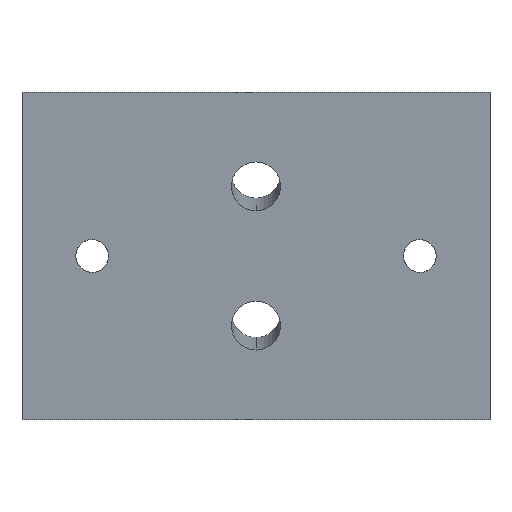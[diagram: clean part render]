
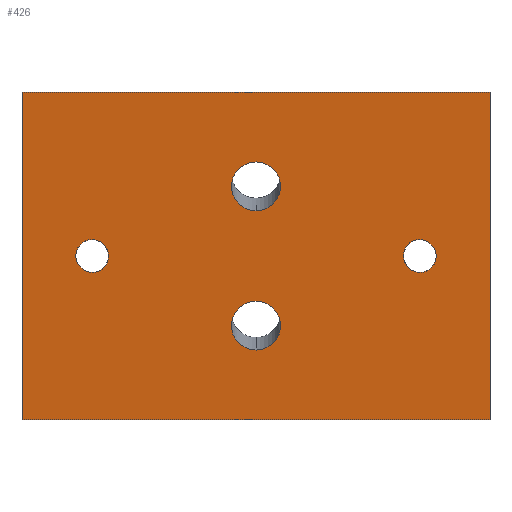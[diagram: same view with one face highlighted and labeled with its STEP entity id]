
A CAD part, left-side view. The second image highlights one B-rep face of the part: STEP entity #426.
In plain terms, the highlighted planar face has unit normal (-0.993, 0, -0.122).
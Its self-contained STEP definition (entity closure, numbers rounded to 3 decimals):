
#2 = CARTESIAN_POINT ( 'NONE',  ( -40., 100., 0. ) ) ;
#7 = CIRCLE ( 'NONE', #525, 5.25 ) ;
#22 =( BOUNDED_CURVE ( )  B_SPLINE_CURVE ( 3, ( #33, #209, #256, #424 ),
 .UNSPECIFIED., .F., .T. ) 
 B_SPLINE_CURVE_WITH_KNOTS ( ( 4, 4 ),
 ( 0., 3.142 ),
 .UNSPECIFIED. ) 
 CURVE ( )  GEOMETRIC_REPRESENTATION_ITEM ( )  RATIONAL_B_SPLINE_CURVE ( ( 1., 0.333, 0.333, 1. ) ) 
 REPRESENTATION_ITEM ( '' )  );
#32 = EDGE_CURVE ( 'NONE', #274, #258, #7, .T. ) ;
#33 = CARTESIAN_POINT ( 'NONE',  ( -35.273, 85., -38.5 ) ) ;
#35 = DIRECTION ( 'NONE',  ( -0.122, 0., 0.993 ) ) ;
#48 = FACE_BOUND ( 'NONE', #572, .T. ) ;
#51 = CARTESIAN_POINT ( 'NONE',  ( -35.273, 78., -38.5 ) ) ;
#59 = CARTESIAN_POINT ( 'NONE',  ( -36.132, 78., -31.5 ) ) ;
#70 = DIRECTION ( 'NONE',  ( -0.122, 0., 0.993 ) ) ;
#75 = DIRECTION ( 'NONE',  ( -0.993, 0., -0.122 ) ) ;
#81 = ORIENTED_EDGE ( 'NONE', *, *, #160, .F. ) ;
#90 = VERTEX_POINT ( 'NONE', #103 ) ;
#101 = PLANE ( 'NONE',  #675 ) ;
#102 = ORIENTED_EDGE ( 'NONE', *, *, #663, .F. ) ;
#103 = CARTESIAN_POINT ( 'NONE',  ( -34.514, 50., -44.677 ) ) ;
#107 = LINE ( 'NONE', #484, #536 ) ;
#108 = EDGE_CURVE ( 'NONE', #310, #271, #134, .T. ) ;
#115 = VERTEX_POINT ( 'NONE', #207 ) ;
#117 = DIRECTION ( 'NONE',  ( -0.122, 0., 0.993 ) ) ;
#118 = ORIENTED_EDGE ( 'NONE', *, *, #340, .F. ) ;
#119 = CARTESIAN_POINT ( 'NONE',  ( -36.132, 15., -31.5 ) ) ;
#134 =( BOUNDED_CURVE ( )  B_SPLINE_CURVE ( 3, ( #423, #567, #431, #627 ),
 .UNSPECIFIED., .F., .T. ) 
 B_SPLINE_CURVE_WITH_KNOTS ( ( 4, 4 ),
 ( 0., 3.142 ),
 .UNSPECIFIED. ) 
 CURVE ( )  GEOMETRIC_REPRESENTATION_ITEM ( )  RATIONAL_B_SPLINE_CURVE ( ( 1., 0.333, 0.333, 1. ) ) 
 REPRESENTATION_ITEM ( '' )  );
#149 = EDGE_LOOP ( 'NONE', ( #512, #623 ) ) ;
#160 = EDGE_CURVE ( 'NONE', #249, #162, #107, .T. ) ;
#162 = VERTEX_POINT ( 'NONE', #2 ) ;
#172 = CARTESIAN_POINT ( 'NONE',  ( -40., 0., 0. ) ) ;
#173 = VERTEX_POINT ( 'NONE', #445 ) ;
#188 = DIRECTION ( 'NONE',  ( -0.122, 0., 0.993 ) ) ;
#195 = CARTESIAN_POINT ( 'NONE',  ( -35.273, 15., -38.5 ) ) ;
#207 = CARTESIAN_POINT ( 'NONE',  ( -35.273, 85., -38.5 ) ) ;
#208 =( BOUNDED_CURVE ( )  B_SPLINE_CURVE ( 3, ( #667, #351, #298, #195 ),
 .UNSPECIFIED., .F., .T. ) 
 B_SPLINE_CURVE_WITH_KNOTS ( ( 4, 4 ),
 ( 3.142, 6.283 ),
 .UNSPECIFIED. ) 
 CURVE ( )  GEOMETRIC_REPRESENTATION_ITEM ( )  RATIONAL_B_SPLINE_CURVE ( ( 1., 0.333, 0.333, 1. ) ) 
 REPRESENTATION_ITEM ( '' )  );
#209 = CARTESIAN_POINT ( 'NONE',  ( -35.273, 92., -38.5 ) ) ;
#215 = CIRCLE ( 'NONE', #416, 5.25 ) ;
#222 = DIRECTION ( 'NONE',  ( -0.122, 0., 0.993 ) ) ;
#223 = ORIENTED_EDGE ( 'NONE', *, *, #472, .T. ) ;
#225 = CARTESIAN_POINT ( 'NONE',  ( -33.875, 50., -49.888 ) ) ;
#236 = ORIENTED_EDGE ( 'NONE', *, *, #485, .T. ) ;
#238 = EDGE_CURVE ( 'NONE', #258, #274, #215, .T. ) ;
#241 = VECTOR ( 'NONE', #188, 1000. ) ;
#249 = VERTEX_POINT ( 'NONE', #388 ) ;
#250 = CIRCLE ( 'NONE', #308, 5.25 ) ;
#256 = CARTESIAN_POINT ( 'NONE',  ( -36.132, 92., -31.5 ) ) ;
#258 = VERTEX_POINT ( 'NONE', #645 ) ;
#264 = VECTOR ( 'NONE', #571, 1000. ) ;
#270 = CARTESIAN_POINT ( 'NONE',  ( -33.235, 50., -55.099 ) ) ;
#271 = VERTEX_POINT ( 'NONE', #119 ) ;
#274 = VERTEX_POINT ( 'NONE', #342 ) ;
#292 = CARTESIAN_POINT ( 'NONE',  ( -35.273, 15., -38.5 ) ) ;
#298 = CARTESIAN_POINT ( 'NONE',  ( -35.273, 8., -38.5 ) ) ;
#308 = AXIS2_PLACEMENT_3D ( 'NONE', #556, #75, #458 ) ;
#310 = VERTEX_POINT ( 'NONE', #292 ) ;
#311 =( BOUNDED_CURVE ( )  B_SPLINE_CURVE ( 3, ( #594, #59, #51, #547 ),
 .UNSPECIFIED., .F., .T. ) 
 B_SPLINE_CURVE_WITH_KNOTS ( ( 4, 4 ),
 ( 3.142, 6.283 ),
 .UNSPECIFIED. ) 
 CURVE ( )  GEOMETRIC_REPRESENTATION_ITEM ( )  RATIONAL_B_SPLINE_CURVE ( ( 1., 0.333, 0.333, 1. ) ) 
 REPRESENTATION_ITEM ( '' )  );
#312 = DIRECTION ( 'NONE',  ( 0.122, 0., -0.993 ) ) ;
#313 = VERTEX_POINT ( 'NONE', #658 ) ;
#315 = CARTESIAN_POINT ( 'NONE',  ( -37.531, 50., -20.112 ) ) ;
#323 = FACE_BOUND ( 'NONE', #149, .T. ) ;
#324 = ORIENTED_EDGE ( 'NONE', *, *, #668, .T. ) ;
#326 = DIRECTION ( 'NONE',  ( 0.993, 0., 0.122 ) ) ;
#332 = AXIS2_PLACEMENT_3D ( 'NONE', #225, #692, #222 ) ;
#340 = EDGE_CURVE ( 'NONE', #439, #90, #250, .T. ) ;
#342 = CARTESIAN_POINT ( 'NONE',  ( -36.891, 50., -25.323 ) ) ;
#350 = CARTESIAN_POINT ( 'NONE',  ( -37.531, 50., -20.112 ) ) ;
#351 = CARTESIAN_POINT ( 'NONE',  ( -36.132, 8., -31.5 ) ) ;
#374 = LINE ( 'NONE', #577, #264 ) ;
#375 = EDGE_LOOP ( 'NONE', ( #102, #118 ) ) ;
#388 = CARTESIAN_POINT ( 'NONE',  ( -31.405, 100., -70. ) ) ;
#397 = DIRECTION ( 'NONE',  ( -0.993, 0., -0.122 ) ) ;
#399 = CIRCLE ( 'NONE', #332, 5.25 ) ;
#400 = EDGE_CURVE ( 'NONE', #313, #604, #402, .T. ) ;
#402 = LINE ( 'NONE', #656, #241 ) ;
#415 = EDGE_CURVE ( 'NONE', #271, #310, #208, .T. ) ;
#416 = AXIS2_PLACEMENT_3D ( 'NONE', #350, #397, #70 ) ;
#423 = CARTESIAN_POINT ( 'NONE',  ( -35.273, 15., -38.5 ) ) ;
#424 = CARTESIAN_POINT ( 'NONE',  ( -36.132, 85., -31.5 ) ) ;
#426 = ADVANCED_FACE ( 'NONE', ( #606, #323, #530, #48, #671 ), #101, .F. ) ;
#431 = CARTESIAN_POINT ( 'NONE',  ( -36.132, 22., -31.5 ) ) ;
#439 = VERTEX_POINT ( 'NONE', #270 ) ;
#443 = ORIENTED_EDGE ( 'NONE', *, *, #400, .T. ) ;
#445 = CARTESIAN_POINT ( 'NONE',  ( -36.132, 85., -31.5 ) ) ;
#448 = EDGE_CURVE ( 'NONE', #162, #604, #625, .T. ) ;
#449 = ORIENTED_EDGE ( 'NONE', *, *, #32, .F. ) ;
#458 = DIRECTION ( 'NONE',  ( -0.122, 0., 0.993 ) ) ;
#472 = EDGE_CURVE ( 'NONE', #115, #173, #22, .T. ) ;
#484 = CARTESIAN_POINT ( 'NONE',  ( -31.405, 100., -70. ) ) ;
#485 = EDGE_CURVE ( 'NONE', #249, #313, #374, .T. ) ;
#512 = ORIENTED_EDGE ( 'NONE', *, *, #108, .T. ) ;
#517 = EDGE_LOOP ( 'NONE', ( #223, #324 ) ) ;
#519 = DIRECTION ( 'NONE',  ( -0.993, 0., -0.122 ) ) ;
#525 = AXIS2_PLACEMENT_3D ( 'NONE', #315, #519, #35 ) ;
#530 = FACE_BOUND ( 'NONE', #375, .T. ) ;
#536 = VECTOR ( 'NONE', #117, 1000. ) ;
#547 = CARTESIAN_POINT ( 'NONE',  ( -35.273, 85., -38.5 ) ) ;
#556 = CARTESIAN_POINT ( 'NONE',  ( -33.875, 50., -49.888 ) ) ;
#567 = CARTESIAN_POINT ( 'NONE',  ( -35.273, 22., -38.5 ) ) ;
#568 = DIRECTION ( 'NONE',  ( 0., -1., 0. ) ) ;
#571 = DIRECTION ( 'NONE',  ( 0., -1., 0. ) ) ;
#572 = EDGE_LOOP ( 'NONE', ( #693, #449 ) ) ;
#577 = CARTESIAN_POINT ( 'NONE',  ( -31.405, 100., -70. ) ) ;
#594 = CARTESIAN_POINT ( 'NONE',  ( -36.132, 85., -31.5 ) ) ;
#604 = VERTEX_POINT ( 'NONE', #172 ) ;
#606 = FACE_BOUND ( 'NONE', #517, .T. ) ;
#622 = CARTESIAN_POINT ( 'NONE',  ( -31.405, 100., -70. ) ) ;
#623 = ORIENTED_EDGE ( 'NONE', *, *, #415, .T. ) ;
#625 = LINE ( 'NONE', #628, #642 ) ;
#627 = CARTESIAN_POINT ( 'NONE',  ( -36.132, 15., -31.5 ) ) ;
#628 = CARTESIAN_POINT ( 'NONE',  ( -40., 100., 0. ) ) ;
#642 = VECTOR ( 'NONE', #568, 1000. ) ;
#645 = CARTESIAN_POINT ( 'NONE',  ( -38.17, 50., -14.901 ) ) ;
#656 = CARTESIAN_POINT ( 'NONE',  ( -31.405, 0., -70. ) ) ;
#658 = CARTESIAN_POINT ( 'NONE',  ( -31.405, 0., -70. ) ) ;
#663 = EDGE_CURVE ( 'NONE', #90, #439, #399, .T. ) ;
#667 = CARTESIAN_POINT ( 'NONE',  ( -36.132, 15., -31.5 ) ) ;
#668 = EDGE_CURVE ( 'NONE', #173, #115, #311, .T. ) ;
#671 = FACE_OUTER_BOUND ( 'NONE', #672, .T. ) ;
#672 = EDGE_LOOP ( 'NONE', ( #443, #678, #81, #236 ) ) ;
#675 = AXIS2_PLACEMENT_3D ( 'NONE', #622, #326, #312 ) ;
#678 = ORIENTED_EDGE ( 'NONE', *, *, #448, .F. ) ;
#692 = DIRECTION ( 'NONE',  ( -0.993, 0., -0.122 ) ) ;
#693 = ORIENTED_EDGE ( 'NONE', *, *, #238, .F. ) ;
